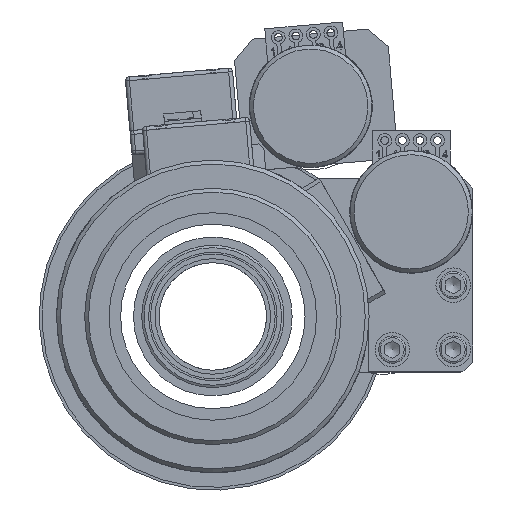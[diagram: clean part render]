
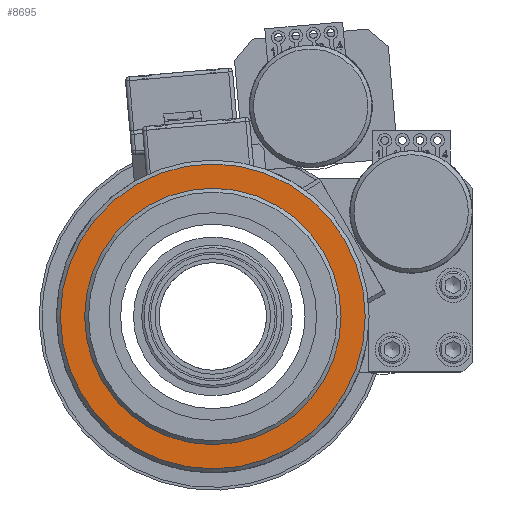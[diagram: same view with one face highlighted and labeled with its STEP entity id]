
A CAD part, left-side view. The second image highlights one B-rep face of the part: STEP entity #8695.
In plain terms, the highlighted face is planar.
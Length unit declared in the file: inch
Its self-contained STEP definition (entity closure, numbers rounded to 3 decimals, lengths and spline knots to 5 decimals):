
#8661=CARTESIAN_POINT('',(-0.78,0.343,0.));
#8662=VERTEX_POINT('',#8661);
#8663=CARTESIAN_POINT('',(0.0,0.343,0.0));
#8664=DIRECTION('',(0.0,1.0,0.0));
#8665=DIRECTION('',(1.0,0.0,0.0));
#8666=AXIS2_PLACEMENT_3D('',#8663,#8664,#8665);
#8667=CIRCLE('',#8666,0.78);
#8668=EDGE_CURVE('',#8662,#8662,#8667,.T.);
#8676=CARTESIAN_POINT('',(-0.69879,0.343,0.0));
#8677=DIRECTION('',(0.0,-1.0,0.0));
#8678=DIRECTION('',(0.0,0.0,-1.0));
#8679=AXIS2_PLACEMENT_3D('',#8676,#8677,#8678);
#8680=PLANE('',#8679);
#8681=ORIENTED_EDGE('',*,*,#8668,.F.);
#8682=EDGE_LOOP('',(#8681));
#8683=FACE_OUTER_BOUND('',#8682,.T.);
#8684=CARTESIAN_POINT('',(-0.59759,0.343,0.0));
#8685=VERTEX_POINT('',#8684);
#8686=CARTESIAN_POINT('',(0.0,0.343,0.0));
#8687=DIRECTION('',(0.0,1.0,0.0));
#8688=DIRECTION('',(-1.0,0.0,0.0));
#8689=AXIS2_PLACEMENT_3D('',#8686,#8687,#8688);
#8690=CIRCLE('',#8689,0.59759);
#8691=EDGE_CURVE('',#8685,#8685,#8690,.T.);
#8692=ORIENTED_EDGE('',*,*,#8691,.T.);
#8693=EDGE_LOOP('',(#8692));
#8694=FACE_BOUND('',#8693,.T.);
#8695=ADVANCED_FACE('',(#8683,#8694),#8680,.T.);
